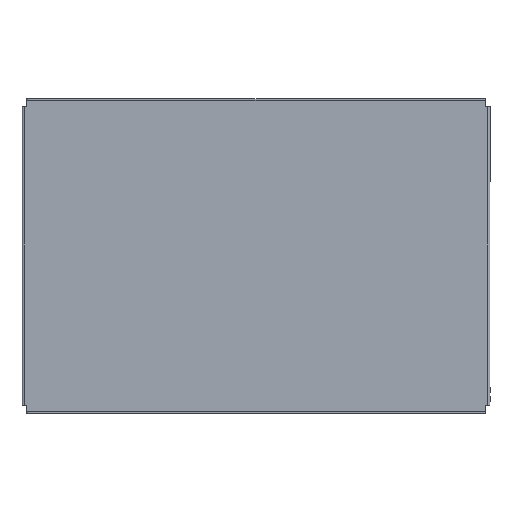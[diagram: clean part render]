
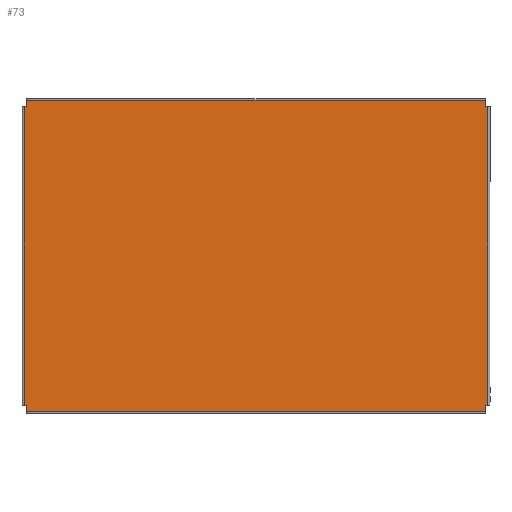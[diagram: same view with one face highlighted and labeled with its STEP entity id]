
A CAD part, top view. The second image highlights one B-rep face of the part: STEP entity #73.
In plain terms, the highlighted planar face has unit normal (0, 0, 1).
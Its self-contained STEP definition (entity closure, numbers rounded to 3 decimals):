
#73 = ADVANCED_FACE ( 'NONE', ( #3105 ), #414, .T. ) ;
#407 = CARTESIAN_POINT ( 'NONE',  ( -342., -232.5, 2. ) ) ;
#414 = PLANE ( 'NONE',  #896 ) ;
#416 = DIRECTION ( 'NONE',  ( 0., 0., 1. ) ) ;
#417 = DIRECTION ( 'NONE',  ( 1., 0., 0. ) ) ;
#634 = EDGE_CURVE ( 'NONE', #1148, #1110, #2979, .T. ) ;
#635 = EDGE_CURVE ( 'NONE', #1148, #1299, #2975, .T. ) ;
#636 = EDGE_CURVE ( 'NONE', #1299, #1261, #2973, .T. ) ;
#637 = EDGE_CURVE ( 'NONE', #1261, #1223, #2968, .T. ) ;
#638 = EDGE_CURVE ( 'NONE', #1375, #1223, #2966, .T. ) ;
#639 = EDGE_CURVE ( 'NONE', #1375, #1147, #2971, .T. ) ;
#640 = EDGE_CURVE ( 'NONE', #1337, #1147, #2962, .T. ) ;
#641 = EDGE_CURVE ( 'NONE', #1337, #1412, #2964, .T. ) ;
#642 = EDGE_CURVE ( 'NONE', #1412, #1070, #2958, .T. ) ;
#643 = EDGE_CURVE ( 'NONE', #1070, #1374, #2956, .T. ) ;
#644 = EDGE_CURVE ( 'NONE', #1109, #1374, #2954, .T. ) ;
#645 = EDGE_CURVE ( 'NONE', #1109, #1110, #2960, .T. ) ;
#896 = AXIS2_PLACEMENT_3D ( 'NONE', #407, #416, #417 ) ;
#1070 = VERTEX_POINT ( 'NONE', #2121 ) ;
#1109 = VERTEX_POINT ( 'NONE', #2071 ) ;
#1110 = VERTEX_POINT ( 'NONE', #2086 ) ;
#1147 = VERTEX_POINT ( 'NONE', #2205 ) ;
#1148 = VERTEX_POINT ( 'NONE', #2204 ) ;
#1223 = VERTEX_POINT ( 'NONE', #2161 ) ;
#1261 = VERTEX_POINT ( 'NONE', #2142 ) ;
#1299 = VERTEX_POINT ( 'NONE', #2114 ) ;
#1319 = EDGE_LOOP ( 'NONE', ( #2389, #2693, #2655, #2617, #2578, #2540, #2502, #2464, #2732, #2838, #2831, #2830 ) ) ;
#1337 = VERTEX_POINT ( 'NONE', #2088 ) ;
#1374 = VERTEX_POINT ( 'NONE', #2065 ) ;
#1375 = VERTEX_POINT ( 'NONE', #2064 ) ;
#1412 = VERTEX_POINT ( 'NONE', #3125 ) ;
#1474 = DIRECTION ( 'NONE',  ( 0., 1., 0. ) ) ;
#1478 = CARTESIAN_POINT ( 'NONE',  ( 342., 232.5, 2. ) ) ;
#1479 = CARTESIAN_POINT ( 'NONE',  ( 347., 222.5, 2. ) ) ;
#1492 = DIRECTION ( 'NONE',  ( 0., 1., 0. ) ) ;
#1494 = CARTESIAN_POINT ( 'NONE',  ( 347., -222.5, 2. ) ) ;
#1499 = DIRECTION ( 'NONE',  ( -1., 0., 0. ) ) ;
#1500 = DIRECTION ( 'NONE',  ( 0., 1., 0. ) ) ;
#1502 = DIRECTION ( 'NONE',  ( -1., 0., 0. ) ) ;
#1503 = CARTESIAN_POINT ( 'NONE',  ( 342., -231.5, 2. ) ) ;
#1504 = DIRECTION ( 'NONE',  ( 0., -1., 0. ) ) ;
#1508 = CARTESIAN_POINT ( 'NONE',  ( -342., 232.5, 2. ) ) ;
#1511 = DIRECTION ( 'NONE',  ( 1., 0., 0. ) ) ;
#1515 = CARTESIAN_POINT ( 'NONE',  ( 346., -222.5, 2. ) ) ;
#1519 = CARTESIAN_POINT ( 'NONE',  ( -342., 232.5, 2. ) ) ;
#1521 = DIRECTION ( 'NONE',  ( 0., -1., 0. ) ) ;
#1522 = CARTESIAN_POINT ( 'NONE',  ( 342., 232.5, 2. ) ) ;
#1527 = DIRECTION ( 'NONE',  ( 1., 0., 0. ) ) ;
#1531 = CARTESIAN_POINT ( 'NONE',  ( -347., -222.5, 2. ) ) ;
#1536 = CARTESIAN_POINT ( 'NONE',  ( -347., 222.5, 2. ) ) ;
#1537 = CARTESIAN_POINT ( 'NONE',  ( -346., 222.5, 2. ) ) ;
#1561 = DIRECTION ( 'NONE',  ( 1., 0., 0. ) ) ;
#1585 = CARTESIAN_POINT ( 'NONE',  ( -342., 231.5, 2. ) ) ;
#1625 = DIRECTION ( 'NONE',  ( -1., 0., 0. ) ) ;
#1670 = DIRECTION ( 'NONE',  ( 0., -1., 0. ) ) ;
#2064 = CARTESIAN_POINT ( 'NONE',  ( 342., -231.5, 2. ) ) ;
#2065 = CARTESIAN_POINT ( 'NONE',  ( 342., 231.5, 2. ) ) ;
#2071 = CARTESIAN_POINT ( 'NONE',  ( -342., 231.5, 2. ) ) ;
#2086 = CARTESIAN_POINT ( 'NONE',  ( -342., 222.5, 2. ) ) ;
#2088 = CARTESIAN_POINT ( 'NONE',  ( 346., -222.5, 2. ) ) ;
#2114 = CARTESIAN_POINT ( 'NONE',  ( -346., -222.5, 2. ) ) ;
#2121 = CARTESIAN_POINT ( 'NONE',  ( 342., 222.5, 2. ) ) ;
#2142 = CARTESIAN_POINT ( 'NONE',  ( -342., -222.5, 2. ) ) ;
#2161 = CARTESIAN_POINT ( 'NONE',  ( -342., -231.5, 2. ) ) ;
#2204 = CARTESIAN_POINT ( 'NONE',  ( -346., 222.5, 2. ) ) ;
#2205 = CARTESIAN_POINT ( 'NONE',  ( 342., -222.5, 2. ) ) ;
#2389 = ORIENTED_EDGE ( 'NONE', *, *, #634, .F. ) ;
#2464 = ORIENTED_EDGE ( 'NONE', *, *, #641, .T. ) ;
#2502 = ORIENTED_EDGE ( 'NONE', *, *, #640, .F. ) ;
#2540 = ORIENTED_EDGE ( 'NONE', *, *, #639, .T. ) ;
#2578 = ORIENTED_EDGE ( 'NONE', *, *, #638, .F. ) ;
#2617 = ORIENTED_EDGE ( 'NONE', *, *, #637, .T. ) ;
#2655 = ORIENTED_EDGE ( 'NONE', *, *, #636, .T. ) ;
#2693 = ORIENTED_EDGE ( 'NONE', *, *, #635, .T. ) ;
#2732 = ORIENTED_EDGE ( 'NONE', *, *, #642, .T. ) ;
#2830 = ORIENTED_EDGE ( 'NONE', *, *, #645, .T. ) ;
#2831 = ORIENTED_EDGE ( 'NONE', *, *, #644, .F. ) ;
#2838 = ORIENTED_EDGE ( 'NONE', *, *, #643, .T. ) ;
#2949 = VECTOR ( 'NONE', #1670, 1000. ) ;
#2951 = VECTOR ( 'NONE', #1561, 1000. ) ;
#2953 = VECTOR ( 'NONE', #1474, 1000. ) ;
#2954 = LINE ( 'NONE', #1585, #2951 ) ;
#2955 = VECTOR ( 'NONE', #1625, 1000. ) ;
#2956 = LINE ( 'NONE', #1478, #2953 ) ;
#2957 = VECTOR ( 'NONE', #1492, 1000. ) ;
#2958 = LINE ( 'NONE', #1479, #2955 ) ;
#2959 = VECTOR ( 'NONE', #1499, 1000. ) ;
#2960 = LINE ( 'NONE', #1519, #2949 ) ;
#2961 = VECTOR ( 'NONE', #1500, 1000. ) ;
#2962 = LINE ( 'NONE', #1494, #2959 ) ;
#2963 = VECTOR ( 'NONE', #1502, 1000. ) ;
#2964 = LINE ( 'NONE', #1515, #2957 ) ;
#2965 = VECTOR ( 'NONE', #1504, 1000. ) ;
#2966 = LINE ( 'NONE', #1503, #2963 ) ;
#2967 = VECTOR ( 'NONE', #1511, 1000. ) ;
#2968 = LINE ( 'NONE', #1508, #2965 ) ;
#2970 = VECTOR ( 'NONE', #1521, 1000. ) ;
#2971 = LINE ( 'NONE', #1522, #2961 ) ;
#2972 = VECTOR ( 'NONE', #1527, 1000. ) ;
#2973 = LINE ( 'NONE', #1531, #2967 ) ;
#2975 = LINE ( 'NONE', #1537, #2970 ) ;
#2979 = LINE ( 'NONE', #1536, #2972 ) ;
#3105 = FACE_OUTER_BOUND ( 'NONE', #1319, .T. ) ;
#3125 = CARTESIAN_POINT ( 'NONE',  ( 346., 222.5, 2. ) ) ;
